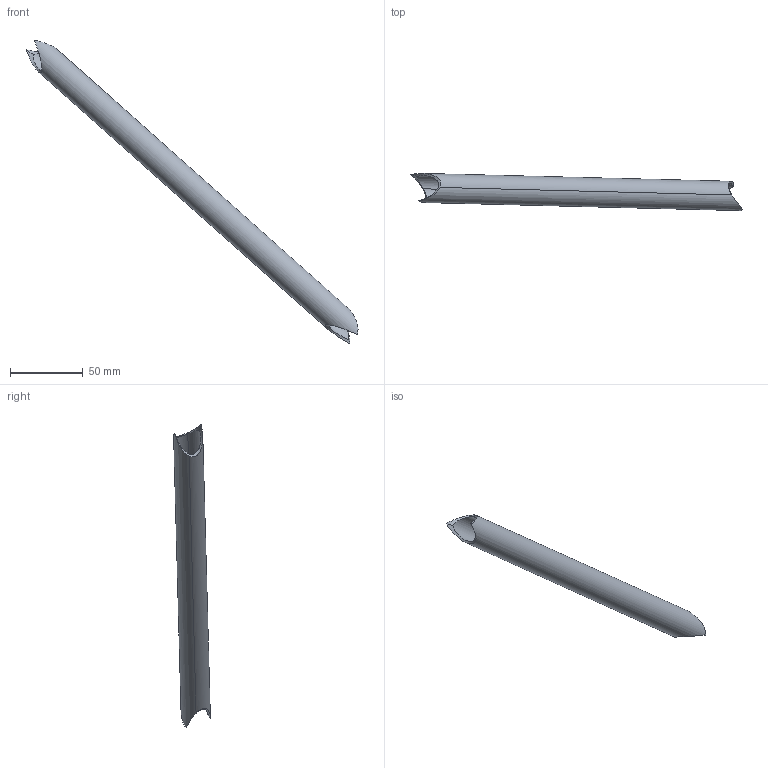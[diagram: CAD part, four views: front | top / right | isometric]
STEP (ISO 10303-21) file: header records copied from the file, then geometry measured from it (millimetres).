
FILE_DESCRIPTION(('STEP AP214'),'1');
FILE_NAME('31.stp','2018-12-06T12:34:42',(' '),(' '),'Spatial InterOp 3D',' ',' ');
FILE_SCHEMA(('automotive_design'));
Length unit declared in the file: metre
Products named in the file (1): Corps1
Bounding box: 227.68 x 25.22 x 208.23 mm (x, y, z)
Volume: 24132.4 mm3; surface area: 32533.5 mm2
Topology: 1 solids, 1 shells, 13 faces, 41 edges, 28 vertices
Faces by surface type: cylinder 13
Entity records: 943 total; most frequent: CARTESIAN_POINT 462, ORIENTED_EDGE 82, DIRECTION 67, EDGE_CURVE 41, AXIS2_PLACEMENT_3D 30, VERTEX_POINT 28, B_SPLINE_CURVE_WITH_KNOTS 18, STYLED_ITEM 14
